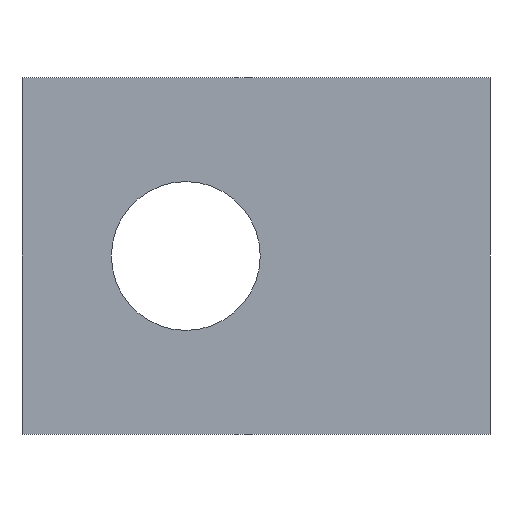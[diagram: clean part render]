
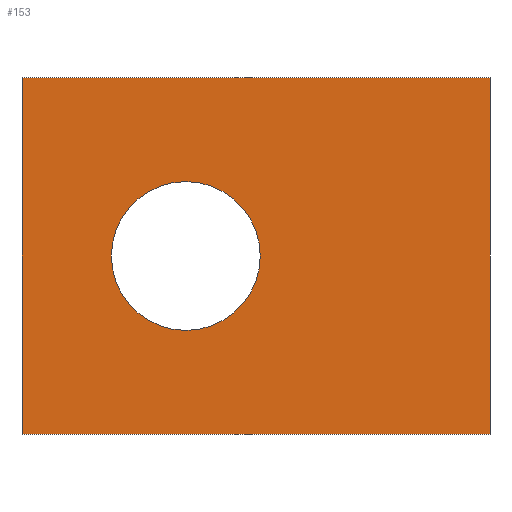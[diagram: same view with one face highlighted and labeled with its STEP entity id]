
A CAD part, left-side view. The second image highlights one B-rep face of the part: STEP entity #153.
In plain terms, the highlighted planar face has unit normal (-1, 0, 0).
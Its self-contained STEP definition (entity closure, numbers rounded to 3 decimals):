
#19 = CARTESIAN_POINT ( 'NONE',  ( 0., 0., 0. ) ) ;
#21 = CARTESIAN_POINT ( 'NONE',  ( 0., 100., -76.2 ) ) ;
#23 = CARTESIAN_POINT ( 'NONE',  ( 0., 65., -22.2 ) ) ;
#25 = CARTESIAN_POINT ( 'NONE',  ( 0., 100., 0. ) ) ;
#26 = CARTESIAN_POINT ( 'NONE',  ( 0., 65., -54. ) ) ;
#57 = CARTESIAN_POINT ( 'NONE',  ( 0., 0., -76.2 ) ) ;
#63 = AXIS2_PLACEMENT_3D ( 'NONE', #197, #265, #264 ) ;
#68 = EDGE_CURVE ( 'NONE', #192, #254, #310, .T. ) ;
#73 = EDGE_CURVE ( 'NONE', #246, #280, #335, .T. ) ;
#76 = EDGE_CURVE ( 'NONE', #278, #246, #292, .T. ) ;
#80 = EDGE_CURVE ( 'NONE', #278, #171, #417, .T. ) ;
#81 = EDGE_CURVE ( 'NONE', #254, #192, #299, .T. ) ;
#82 = EDGE_CURVE ( 'NONE', #171, #280, #411, .T. ) ;
#99 = AXIS2_PLACEMENT_3D ( 'NONE', #213, #214, #215 ) ;
#107 = AXIS2_PLACEMENT_3D ( 'NONE', #245, #244, #247 ) ;
#153 = ADVANCED_FACE ( 'NONE', ( #409, #394 ), #273, .F. ) ;
#171 = VERTEX_POINT ( 'NONE', #57 ) ;
#192 = VERTEX_POINT ( 'NONE', #26 ) ;
#197 = CARTESIAN_POINT ( 'NONE',  ( 0., 65., -38.1 ) ) ;
#200 = DIRECTION ( 'NONE',  ( 0., 0., 1. ) ) ;
#206 = CARTESIAN_POINT ( 'NONE',  ( 0., 100., 0. ) ) ;
#207 = CARTESIAN_POINT ( 'NONE',  ( 0., 100., 0. ) ) ;
#208 = DIRECTION ( 'NONE',  ( 0., -1., 0. ) ) ;
#210 = CARTESIAN_POINT ( 'NONE',  ( 0., 100., -76.2 ) ) ;
#212 = DIRECTION ( 'NONE',  ( 0., -1., 0. ) ) ;
#213 = CARTESIAN_POINT ( 'NONE',  ( 0., 65., -38.1 ) ) ;
#214 = DIRECTION ( 'NONE',  ( -1., 0., 0. ) ) ;
#215 = DIRECTION ( 'NONE',  ( 0., 0., 1. ) ) ;
#222 = CARTESIAN_POINT ( 'NONE',  ( 0., 0., 0. ) ) ;
#226 = DIRECTION ( 'NONE',  ( 0., 0., 1. ) ) ;
#244 = DIRECTION ( 'NONE',  ( 1., 0., 0. ) ) ;
#245 = CARTESIAN_POINT ( 'NONE',  ( 0., 100., 0. ) ) ;
#246 = VERTEX_POINT ( 'NONE', #25 ) ;
#247 = DIRECTION ( 'NONE',  ( 0., 0., -1. ) ) ;
#254 = VERTEX_POINT ( 'NONE', #23 ) ;
#264 = DIRECTION ( 'NONE',  ( 0., 0., 1. ) ) ;
#265 = DIRECTION ( 'NONE',  ( -1., 0., 0. ) ) ;
#273 = PLANE ( 'NONE',  #107 ) ;
#278 = VERTEX_POINT ( 'NONE', #21 ) ;
#280 = VERTEX_POINT ( 'NONE', #19 ) ;
#292 = LINE ( 'NONE', #207, #341 ) ;
#299 = CIRCLE ( 'NONE', #99, 15.9 ) ;
#300 = ORIENTED_EDGE ( 'NONE', *, *, #82, .T. ) ;
#306 = ORIENTED_EDGE ( 'NONE', *, *, #80, .T. ) ;
#307 = ORIENTED_EDGE ( 'NONE', *, *, #81, .F. ) ;
#310 = CIRCLE ( 'NONE', #63, 15.9 ) ;
#321 = ORIENTED_EDGE ( 'NONE', *, *, #76, .F. ) ;
#325 = ORIENTED_EDGE ( 'NONE', *, *, #73, .F. ) ;
#326 = ORIENTED_EDGE ( 'NONE', *, *, #68, .F. ) ;
#335 = LINE ( 'NONE', #206, #336 ) ;
#336 = VECTOR ( 'NONE', #208, 1000. ) ;
#338 = VECTOR ( 'NONE', #226, 1000. ) ;
#341 = VECTOR ( 'NONE', #200, 1000. ) ;
#394 = FACE_OUTER_BOUND ( 'NONE', #438, .T. ) ;
#395 = VECTOR ( 'NONE', #212, 1000. ) ;
#409 = FACE_BOUND ( 'NONE', #423, .T. ) ;
#411 = LINE ( 'NONE', #222, #338 ) ;
#417 = LINE ( 'NONE', #210, #395 ) ;
#423 = EDGE_LOOP ( 'NONE', ( #307, #326 ) ) ;
#438 = EDGE_LOOP ( 'NONE', ( #300, #325, #321, #306 ) ) ;
